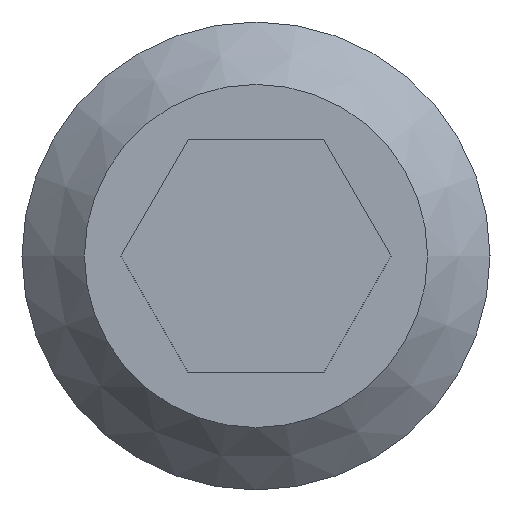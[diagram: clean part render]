
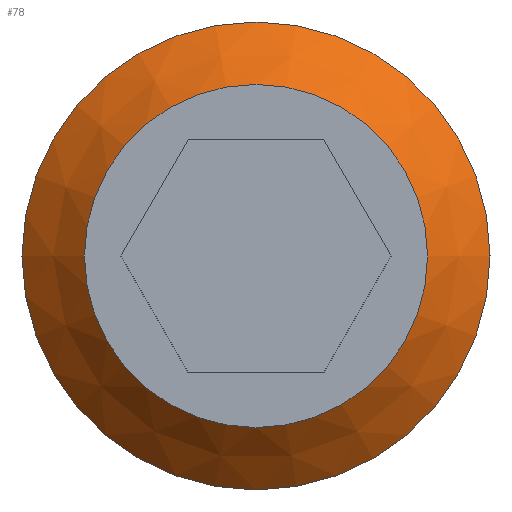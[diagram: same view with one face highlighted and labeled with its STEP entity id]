
A CAD part, left-side view. The second image highlights one B-rep face of the part: STEP entity #78.
In plain terms, the highlighted conical face has half-angle 45 degrees and reference radius 2.2 mm.
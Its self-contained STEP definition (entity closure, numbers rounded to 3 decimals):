
#78 = ADVANCED_FACE( '', ( #168, #169 ), #170, .T. );
#168 = FACE_OUTER_BOUND( '', #265, .T. );
#169 = FACE_BOUND( '', #266, .T. );
#170 = CONICAL_SURFACE( '', #267, 2.2, 0.785 );
#265 = EDGE_LOOP( '', ( #400 ) );
#266 = EDGE_LOOP( '', ( #401 ) );
#267 = AXIS2_PLACEMENT_3D( '', #402, #403, #404 );
#400 = ORIENTED_EDGE( '', *, *, #471, .F. );
#401 = ORIENTED_EDGE( '', *, *, #508, .T. );
#402 = CARTESIAN_POINT( '', ( 0., 0., 0. ) );
#403 = DIRECTION( '', ( 1., 0., 0. ) );
#404 = DIRECTION( '', ( 0., 1., 0. ) );
#471 = EDGE_CURVE( '', #534, #534, #535, .T. );
#508 = EDGE_CURVE( '', #588, #588, #589, .T. );
#534 = VERTEX_POINT( '', #618 );
#535 = CIRCLE( '', #619, 3. );
#588 = VERTEX_POINT( '', #685 );
#589 = CIRCLE( '', #686, 2.2 );
#618 = CARTESIAN_POINT( '', ( 0.8, 3., 0. ) );
#619 = AXIS2_PLACEMENT_3D( '', #721, #722, #723 );
#685 = CARTESIAN_POINT( '', ( 0., 2.2, 0. ) );
#686 = AXIS2_PLACEMENT_3D( '', #761, #762, #763 );
#721 = CARTESIAN_POINT( '', ( 0.8, 0., 0. ) );
#722 = DIRECTION( '', ( 1., 0., 0. ) );
#723 = DIRECTION( '', ( 0., 1., 0. ) );
#761 = CARTESIAN_POINT( '', ( 0., 0., 0. ) );
#762 = DIRECTION( '', ( 1., 0., 0. ) );
#763 = DIRECTION( '', ( 0., 1., 0. ) );
